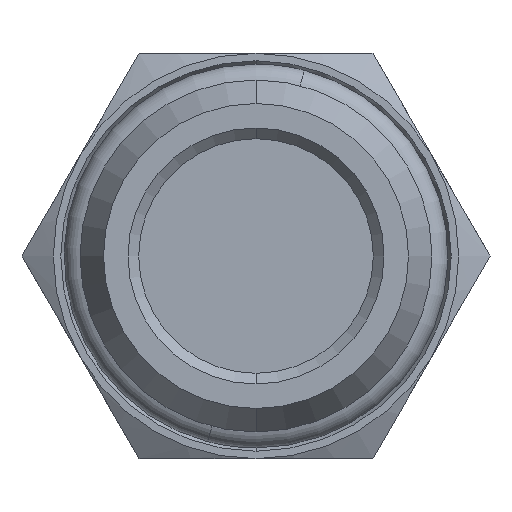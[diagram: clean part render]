
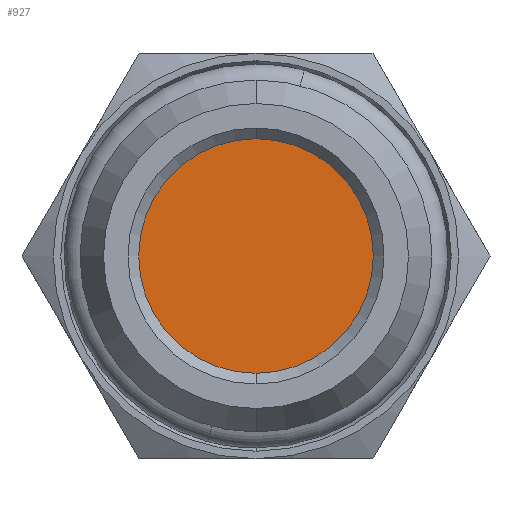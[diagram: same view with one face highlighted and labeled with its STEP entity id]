
A CAD part, front view. The second image highlights one B-rep face of the part: STEP entity #927.
In plain terms, the highlighted planar face has unit normal (0, -1, 0).
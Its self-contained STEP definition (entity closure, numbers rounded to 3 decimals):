
#300 = VERTEX_POINT ( 'NONE', #2259 ) ;
#315 = VERTEX_POINT ( 'NONE', #2271 ) ;
#462 = EDGE_LOOP ( 'NONE', ( #733, #734 ) ) ;
#615 = EDGE_CURVE ( 'NONE', #315, #300, #1911, .T. ) ;
#733 = ORIENTED_EDGE ( 'NONE', *, *, #877, .F. ) ;
#734 = ORIENTED_EDGE ( 'NONE', *, *, #615, .F. ) ;
#877 = EDGE_CURVE ( 'NONE', #300, #315, #1965, .T. ) ;
#927 = ADVANCED_FACE ( 'NONE', ( #2806 ), #2925, .T. ) ;
#1642 = AXIS2_PLACEMENT_3D ( 'NONE', #2468, #2469, #2470 ) ;
#1911 = CIRCLE ( 'NONE', #1642, 5.5 ) ;
#1965 = CIRCLE ( 'NONE', #2569, 5.5 ) ;
#2259 = CARTESIAN_POINT ( 'NONE',  ( 0., 1.394, -5.5 ) ) ;
#2271 = CARTESIAN_POINT ( 'NONE',  ( 0., 1.394, 5.5 ) ) ;
#2468 = CARTESIAN_POINT ( 'NONE',  ( 0., 1.394, 0. ) ) ;
#2469 = DIRECTION ( 'NONE',  ( 0., 1., 0. ) ) ;
#2470 = DIRECTION ( 'NONE',  ( 0., 0., -1. ) ) ;
#2569 = AXIS2_PLACEMENT_3D ( 'NONE', #2692, #2693, #2694 ) ;
#2608 = AXIS2_PLACEMENT_3D ( 'NONE', #2910, #2927, #2928 ) ;
#2692 = CARTESIAN_POINT ( 'NONE',  ( 0., 1.394, 0. ) ) ;
#2693 = DIRECTION ( 'NONE',  ( 0., 1., 0. ) ) ;
#2694 = DIRECTION ( 'NONE',  ( 0., 0., -1. ) ) ;
#2806 = FACE_OUTER_BOUND ( 'NONE', #462, .T. ) ;
#2910 = CARTESIAN_POINT ( 'NONE',  ( 0., 1.394, 0. ) ) ;
#2925 = PLANE ( 'NONE',  #2608 ) ;
#2927 = DIRECTION ( 'NONE',  ( 0., -1., 0. ) ) ;
#2928 = DIRECTION ( 'NONE',  ( 0., 0., -1. ) ) ;
